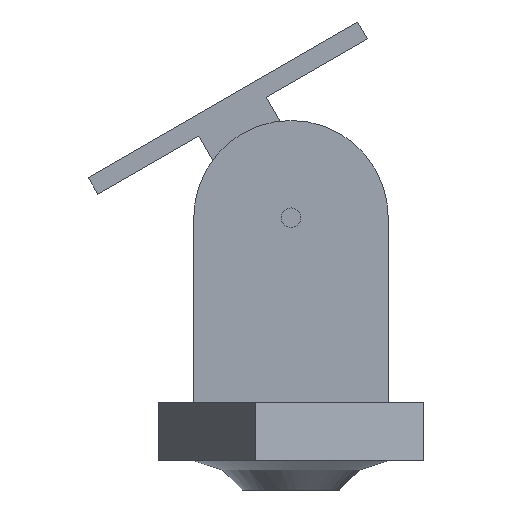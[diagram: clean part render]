
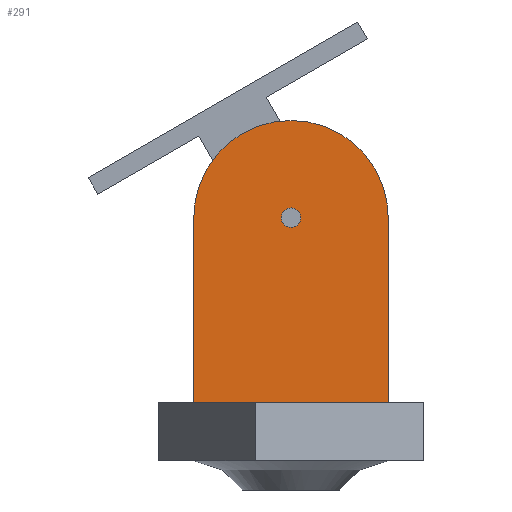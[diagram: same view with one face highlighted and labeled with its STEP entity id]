
A CAD part, front view. The second image highlights one B-rep face of the part: STEP entity #291.
In plain terms, the highlighted planar face has unit normal (0, -1, 0).
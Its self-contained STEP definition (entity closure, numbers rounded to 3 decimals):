
#166=CARTESIAN_POINT('',(50.,-50.,105.));
#167=VERTEX_POINT('',#166);
#174=CARTESIAN_POINT('',(50.,-50.,10.));
#175=VERTEX_POINT('',#174);
#176=CARTESIAN_POINT('',(50.,-50.,10.));
#177=DIRECTION('',(0.,0.,1.));
#178=VECTOR('',#177,95.);
#179=LINE('',#176,#178);
#180=EDGE_CURVE('',#175,#167,#179,.T.);
#214=CARTESIAN_POINT('',(-50.,-50.,10.));
#215=VERTEX_POINT('',#214);
#222=CARTESIAN_POINT('',(-50.,-50.,105.));
#223=VERTEX_POINT('',#222);
#224=CARTESIAN_POINT('',(-50.,-50.,105.));
#225=DIRECTION('',(0.,0.,-1.));
#226=VECTOR('',#225,95.);
#227=LINE('',#224,#226);
#228=EDGE_CURVE('',#223,#215,#227,.T.);
#262=CARTESIAN_POINT('',(50.,-50.,10.));
#263=DIRECTION('',(-1.,0.,0.));
#264=VECTOR('',#263,100.);
#265=LINE('',#262,#264);
#266=EDGE_CURVE('',#175,#215,#265,.T.);
#274=CARTESIAN_POINT('',(50.,-50.,30.));
#275=DIRECTION('',(-0.,-1.,0.));
#276=DIRECTION('',(-1.,0.,0.));
#277=AXIS2_PLACEMENT_3D('',#274,#275,#276);
#278=PLANE('',#277);
#279=ORIENTED_EDGE('',*,*,#228,.T.);
#280=ORIENTED_EDGE('',*,*,#266,.F.);
#281=ORIENTED_EDGE('',*,*,#180,.T.);
#282=CARTESIAN_POINT('',(0.,-50.,105.));
#283=DIRECTION('',(0.,-1.,0.));
#284=DIRECTION('',(1.,0.,0.));
#285=AXIS2_PLACEMENT_3D('',#282,#283,#284);
#286=CIRCLE('',#285,50.);
#287=EDGE_CURVE('',#167,#223,#286,.T.);
#288=ORIENTED_EDGE('',*,*,#287,.T.);
#289=EDGE_LOOP('',(#279,#280,#281,#288));
#290=FACE_BOUND('',#289,.T.);
#291=ADVANCED_FACE('',(#290),#278,.T.);
